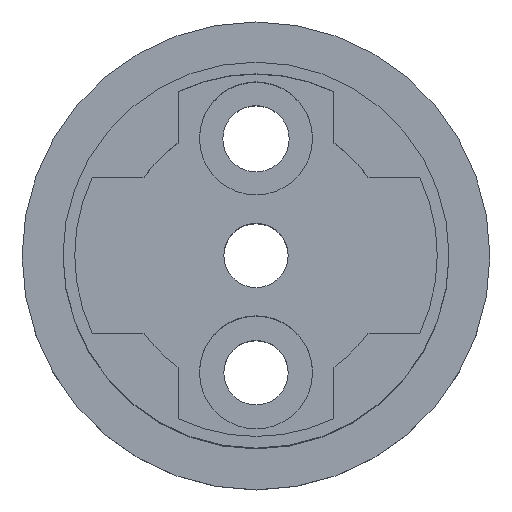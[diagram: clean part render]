
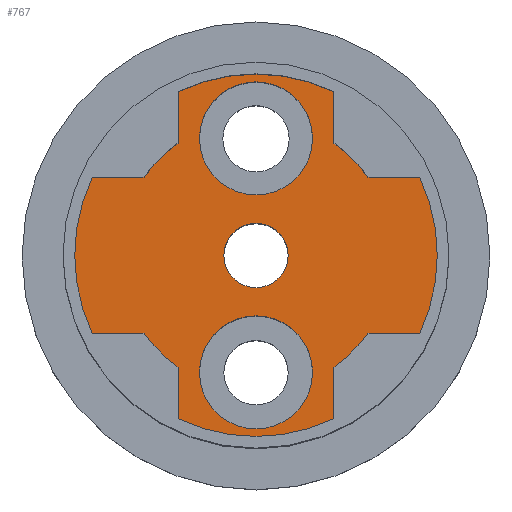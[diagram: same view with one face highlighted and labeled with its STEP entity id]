
A CAD part, top view. The second image highlights one B-rep face of the part: STEP entity #767.
In plain terms, the highlighted planar face has unit normal (0, 0, 1).
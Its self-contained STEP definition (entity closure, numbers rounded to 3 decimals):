
#16=FACE_BOUND('',#140,.T.);
#17=FACE_BOUND('',#141,.T.);
#18=FACE_BOUND('',#142,.T.);
#88=FACE_OUTER_BOUND('',#139,.T.);
#139=EDGE_LOOP('',(#628,#629,#630,#631,#632,#633,#634,#635,#636,#637,#638,
#639,#640,#641,#642,#643));
#140=EDGE_LOOP('',(#644));
#141=EDGE_LOOP('',(#645));
#142=EDGE_LOOP('',(#646));
#180=CIRCLE('',#831,9.3);
#182=CIRCLE('',#834,9.3);
#183=CIRCLE('',#836,9.3);
#185=CIRCLE('',#839,9.3);
#191=CIRCLE('',#851,7.);
#192=CIRCLE('',#853,7.);
#193=CIRCLE('',#856,7.);
#194=CIRCLE('',#857,7.);
#195=CIRCLE('',#858,2.9);
#196=CIRCLE('',#859,2.9);
#197=CIRCLE('',#860,1.65);
#243=LINE('',#1281,#301);
#245=LINE('',#1285,#303);
#247=LINE('',#1289,#305);
#250=LINE('',#1294,#308);
#253=LINE('',#1304,#311);
#254=LINE('',#1306,#312);
#255=LINE('',#1308,#313);
#256=LINE('',#1312,#314);
#301=VECTOR('',#1035,10.);
#303=VECTOR('',#1039,10.);
#305=VECTOR('',#1043,10.);
#308=VECTOR('',#1048,10.);
#311=VECTOR('',#1061,10.);
#312=VECTOR('',#1064,10.);
#313=VECTOR('',#1065,10.);
#314=VECTOR('',#1070,10.);
#349=VERTEX_POINT('',#1224);
#351=VERTEX_POINT('',#1228);
#353=VERTEX_POINT('',#1233);
#355=VERTEX_POINT('',#1237);
#356=VERTEX_POINT('',#1241);
#358=VERTEX_POINT('',#1244);
#360=VERTEX_POINT('',#1250);
#362=VERTEX_POINT('',#1253);
#372=VERTEX_POINT('',#1280);
#373=VERTEX_POINT('',#1284);
#374=VERTEX_POINT('',#1288);
#375=VERTEX_POINT('',#1292);
#376=VERTEX_POINT('',#1296);
#377=VERTEX_POINT('',#1300);
#378=VERTEX_POINT('',#1307);
#379=VERTEX_POINT('',#1310);
#380=VERTEX_POINT('',#1313);
#381=VERTEX_POINT('',#1315);
#382=VERTEX_POINT('',#1317);
#432=EDGE_CURVE('',#351,#349,#180,.T.);
#436=EDGE_CURVE('',#355,#353,#182,.T.);
#438=EDGE_CURVE('',#356,#358,#183,.T.);
#442=EDGE_CURVE('',#360,#362,#185,.T.);
#457=EDGE_CURVE('',#353,#372,#243,.T.);
#459=EDGE_CURVE('',#358,#373,#245,.T.);
#461=EDGE_CURVE('',#349,#374,#247,.T.);
#464=EDGE_CURVE('',#375,#351,#250,.T.);
#465=EDGE_CURVE('',#373,#376,#191,.T.);
#467=EDGE_CURVE('',#372,#377,#192,.T.);
#469=EDGE_CURVE('',#376,#360,#253,.T.);
#470=EDGE_CURVE('',#377,#356,#254,.T.);
#471=EDGE_CURVE('',#378,#355,#255,.T.);
#472=EDGE_CURVE('',#374,#378,#193,.T.);
#473=EDGE_CURVE('',#379,#375,#194,.T.);
#474=EDGE_CURVE('',#362,#379,#256,.T.);
#475=EDGE_CURVE('',#380,#380,#195,.T.);
#476=EDGE_CURVE('',#381,#381,#196,.T.);
#477=EDGE_CURVE('',#382,#382,#197,.T.);
#628=ORIENTED_EDGE('',*,*,#459,.F.);
#629=ORIENTED_EDGE('',*,*,#438,.F.);
#630=ORIENTED_EDGE('',*,*,#470,.F.);
#631=ORIENTED_EDGE('',*,*,#467,.F.);
#632=ORIENTED_EDGE('',*,*,#457,.F.);
#633=ORIENTED_EDGE('',*,*,#436,.F.);
#634=ORIENTED_EDGE('',*,*,#471,.F.);
#635=ORIENTED_EDGE('',*,*,#472,.F.);
#636=ORIENTED_EDGE('',*,*,#461,.F.);
#637=ORIENTED_EDGE('',*,*,#432,.F.);
#638=ORIENTED_EDGE('',*,*,#464,.F.);
#639=ORIENTED_EDGE('',*,*,#473,.F.);
#640=ORIENTED_EDGE('',*,*,#474,.F.);
#641=ORIENTED_EDGE('',*,*,#442,.F.);
#642=ORIENTED_EDGE('',*,*,#469,.F.);
#643=ORIENTED_EDGE('',*,*,#465,.F.);
#644=ORIENTED_EDGE('',*,*,#475,.F.);
#645=ORIENTED_EDGE('',*,*,#476,.F.);
#646=ORIENTED_EDGE('',*,*,#477,.F.);
#727=PLANE('',#855);
#767=ADVANCED_FACE('',(#88,#16,#17,#18),#727,.T.);
#831=AXIS2_PLACEMENT_3D('',#1230,#989,#990);
#834=AXIS2_PLACEMENT_3D('',#1239,#997,#998);
#836=AXIS2_PLACEMENT_3D('',#1245,#1002,#1003);
#839=AXIS2_PLACEMENT_3D('',#1254,#1010,#1011);
#851=AXIS2_PLACEMENT_3D('',#1297,#1051,#1052);
#853=AXIS2_PLACEMENT_3D('',#1301,#1056,#1057);
#855=AXIS2_PLACEMENT_3D('',#1305,#1062,#1063);
#856=AXIS2_PLACEMENT_3D('',#1309,#1066,#1067);
#857=AXIS2_PLACEMENT_3D('',#1311,#1068,#1069);
#858=AXIS2_PLACEMENT_3D('',#1314,#1071,#1072);
#859=AXIS2_PLACEMENT_3D('',#1316,#1073,#1074);
#860=AXIS2_PLACEMENT_3D('',#1318,#1075,#1076);
#989=DIRECTION('center_axis',(0.,0.,-1.));
#990=DIRECTION('ref_axis',(-1.,0.,0.));
#997=DIRECTION('center_axis',(0.,0.,-1.));
#998=DIRECTION('ref_axis',(-1.,0.,0.));
#1002=DIRECTION('center_axis',(0.,0.,-1.));
#1003=DIRECTION('ref_axis',(-1.,0.,0.));
#1010=DIRECTION('center_axis',(0.,0.,-1.));
#1011=DIRECTION('ref_axis',(-1.,0.,0.));
#1035=DIRECTION('',(0.,1.,0.));
#1039=DIRECTION('',(1.,0.,0.));
#1043=DIRECTION('',(-1.,0.,0.));
#1048=DIRECTION('',(1.,0.,0.));
#1051=DIRECTION('center_axis',(0.,0.,-1.));
#1052=DIRECTION('ref_axis',(-1.,0.,0.));
#1056=DIRECTION('center_axis',(0.,0.,-1.));
#1057=DIRECTION('ref_axis',(-1.,0.,0.));
#1061=DIRECTION('',(0.,1.,0.));
#1062=DIRECTION('center_axis',(0.,0.,1.));
#1063=DIRECTION('ref_axis',(-1.,0.,0.));
#1064=DIRECTION('',(-1.,0.,0.));
#1065=DIRECTION('',(0.,-1.,0.));
#1066=DIRECTION('center_axis',(0.,0.,-1.));
#1067=DIRECTION('ref_axis',(-1.,0.,0.));
#1068=DIRECTION('center_axis',(0.,0.,-1.));
#1069=DIRECTION('ref_axis',(-1.,0.,0.));
#1070=DIRECTION('',(0.,-1.,0.));
#1071=DIRECTION('center_axis',(0.,0.,1.));
#1072=DIRECTION('ref_axis',(-1.,0.,0.));
#1073=DIRECTION('center_axis',(0.,0.,1.));
#1074=DIRECTION('ref_axis',(1.,0.,0.));
#1075=DIRECTION('center_axis',(0.,0.,1.));
#1076=DIRECTION('ref_axis',(1.,0.,0.));
#1224=CARTESIAN_POINT('',(8.396,-17.,84.));
#1228=CARTESIAN_POINT('',(8.396,-9.,84.));
#1230=CARTESIAN_POINT('Origin',(0.,-13.,84.));
#1233=CARTESIAN_POINT('',(-4.,-21.396,84.));
#1237=CARTESIAN_POINT('',(4.,-21.396,84.));
#1239=CARTESIAN_POINT('Origin',(0.,-13.,84.));
#1241=CARTESIAN_POINT('',(-8.396,-17.,84.));
#1244=CARTESIAN_POINT('',(-8.396,-9.,84.));
#1245=CARTESIAN_POINT('Origin',(0.,-13.,84.));
#1250=CARTESIAN_POINT('',(-4.,-4.604,84.));
#1253=CARTESIAN_POINT('',(4.,-4.604,84.));
#1254=CARTESIAN_POINT('Origin',(0.,-13.,84.));
#1280=CARTESIAN_POINT('',(-4.,-18.745,84.));
#1281=CARTESIAN_POINT('',(-4.,-0.392,84.));
#1284=CARTESIAN_POINT('',(-5.745,-9.,84.));
#1285=CARTESIAN_POINT('',(-17.798,-9.,84.));
#1288=CARTESIAN_POINT('',(5.745,-17.,84.));
#1289=CARTESIAN_POINT('',(17.798,-17.,84.));
#1292=CARTESIAN_POINT('',(5.745,-9.,84.));
#1294=CARTESIAN_POINT('',(-17.798,-9.,84.));
#1296=CARTESIAN_POINT('',(-4.,-7.255,84.));
#1297=CARTESIAN_POINT('Origin',(0.,-13.,84.));
#1300=CARTESIAN_POINT('',(-5.745,-17.,84.));
#1301=CARTESIAN_POINT('Origin',(0.,-13.,84.));
#1304=CARTESIAN_POINT('',(-4.,-0.392,84.));
#1305=CARTESIAN_POINT('Origin',(0.,-13.,84.));
#1306=CARTESIAN_POINT('',(17.798,-17.,84.));
#1307=CARTESIAN_POINT('',(4.,-18.745,84.));
#1308=CARTESIAN_POINT('',(4.,-25.608,84.));
#1309=CARTESIAN_POINT('Origin',(0.,-13.,84.));
#1310=CARTESIAN_POINT('',(4.,-7.255,84.));
#1311=CARTESIAN_POINT('Origin',(0.,-13.,84.));
#1312=CARTESIAN_POINT('',(4.,-25.608,84.));
#1313=CARTESIAN_POINT('',(2.9,-7.,84.));
#1314=CARTESIAN_POINT('Origin',(0.,-7.,84.));
#1315=CARTESIAN_POINT('',(-2.9,-19.,84.));
#1316=CARTESIAN_POINT('Origin',(0.,-19.,84.));
#1317=CARTESIAN_POINT('',(-1.65,-13.,84.));
#1318=CARTESIAN_POINT('Origin',(0.,-13.,84.));
